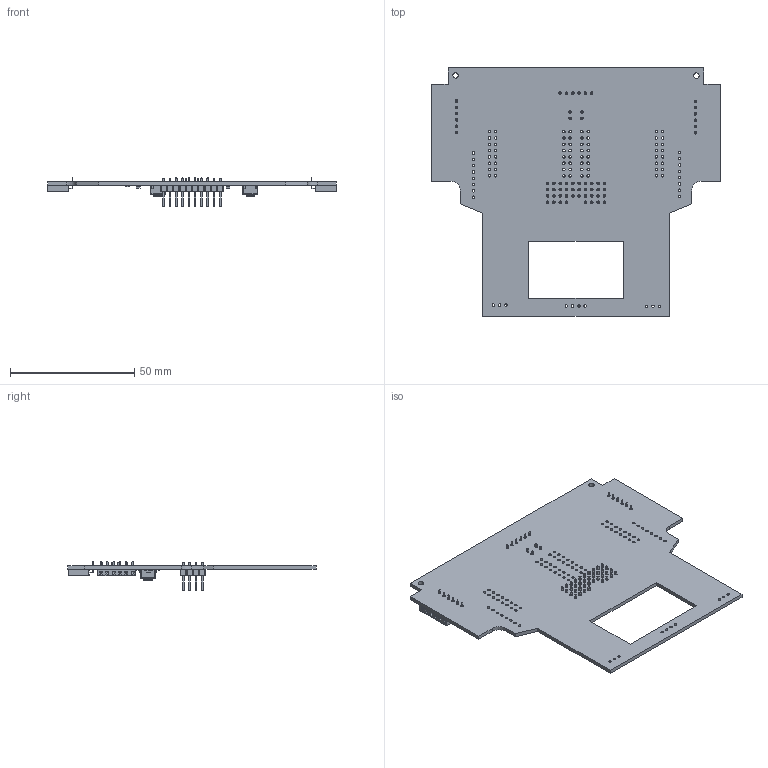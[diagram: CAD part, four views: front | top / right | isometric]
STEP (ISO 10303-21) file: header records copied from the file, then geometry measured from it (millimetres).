
FILE_DESCRIPTION(('KiCad electronic assembly'),'2;1');
FILE_NAME('Top_PlatineHole.step','2025-05-21T22:12:19',('Pcbnew'),( 'Kicad'),'Open CASCADE STEP processor 7.6','KiCad to STEP converter' ,'Unknown');
FILE_SCHEMA(('AUTOMOTIVE_DESIGN { 1 0 10303 214 1 1 1 1 }'));
Length unit declared in the file: millimetre
Products named in the file (9): Top_PlatineHole 1; LED_1206_3216Metric; SW_SPST_PTS645; PinSocket_1x06_P2.54mm_Horizontal; PinHeader_1x04_P2.54mm_Vertical; PinHeader_1x10_P2.54mm_Vertical; R_1206_3216Metric; PinHeader_1x02_P2.54mm_Horizontal; Top_Platine_PCB
Assembly tree (17 placements, depth 2):
  Top_PlatineHole 1
    LED_1206_3216Metric  x2
    SW_SPST_PTS645  x2
    PinSocket_1x06_P2.54mm_Horizontal  x3
    PinHeader_1x04_P2.54mm_Vertical  x2
    PinHeader_1x10_P2.54mm_Vertical  x3
    R_1206_3216Metric  x2
    PinHeader_1x02_P2.54mm_Horizontal  x2
    Top_Platine_PCB
Bounding box: 116.4 x 99.91 x 11.84 mm (x, y, z)
Volume: 14873.2 mm3; surface area: 22834.8 mm2
Topology: 17 solids, 17 shells, 2140 faces, 5440 edges, 3474 vertices
Faces by surface type: plane 1846, cylinder 284, revolution 8, cone 2
Full cylindrical faces by diameter (mm): 0.6 x8, 1 x124, 1.016 x26, 2.2 x2, 3.5 x2
Entity records: 29146 total; most frequent: CARTESIAN_POINT 4988, ORIENTED_EDGE 4872, DIRECTION 4781, EDGE_CURVE 2436, LINE 2005, VECTOR 2005, VERTEX_POINT 1565, AXIS2_PLACEMENT_3D 1386
